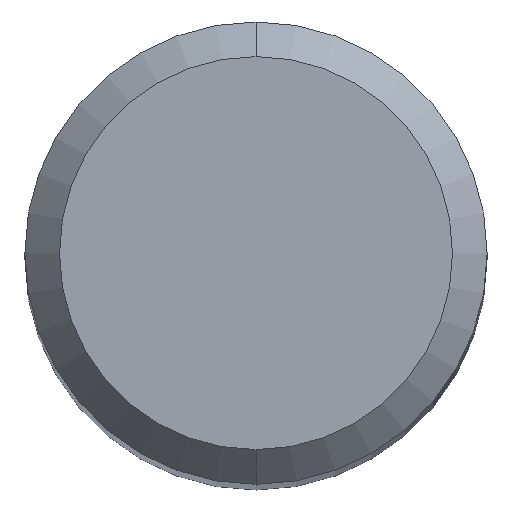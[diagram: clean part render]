
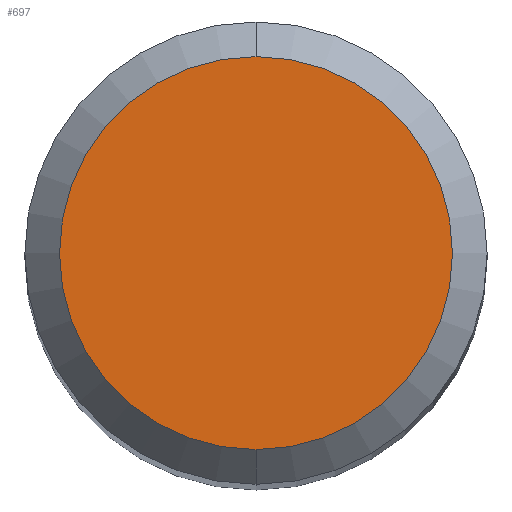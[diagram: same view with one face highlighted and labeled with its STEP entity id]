
A CAD part, top view. The second image highlights one B-rep face of the part: STEP entity #697.
In plain terms, the highlighted planar face has unit normal (0, 0, 1).
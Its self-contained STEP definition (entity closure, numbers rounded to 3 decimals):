
#497=VERTEX_POINT('',#1180);
#525=EDGE_CURVE('',#497,#891,#1211,.T.);
#697=ADVANCED_FACE('',(#1399),#1400,.T.);
#875=EDGE_CURVE('',#891,#497,#1590,.T.);
#891=VERTEX_POINT('',#1606);
#1180=CARTESIAN_POINT('',(0.,-1.7,0.0));
#1211=CIRCLE('',#2780,1.7);
#1399=FACE_OUTER_BOUND('',#3442,.T.);
#1400=PLANE('',#3443);
#1590=CIRCLE('',#4199,1.7);
#1606=CARTESIAN_POINT('',(0.0,1.7,0.0));
#2780=AXIS2_PLACEMENT_3D('',#4802,#4803,#4804);
#3442=EDGE_LOOP('',(#5037,#5038));
#3443=AXIS2_PLACEMENT_3D('',#5039,#5040,#5041);
#4199=AXIS2_PLACEMENT_3D('',#5218,#5219,#5220);
#4802=CARTESIAN_POINT('',(0.0,0.0,0.0));
#4803=DIRECTION('',(0.0,0.0,-1.0));
#4804=DIRECTION('',(0.0,1.0,0.0));
#5037=ORIENTED_EDGE('',*,*,#875,.F.);
#5038=ORIENTED_EDGE('',*,*,#525,.F.);
#5039=CARTESIAN_POINT('',(0.0,0.85,0.0));
#5040=DIRECTION('',(-0.0,0.0,1.0));
#5041=DIRECTION('',(0.0,-1.0,0.0));
#5218=CARTESIAN_POINT('',(0.0,0.0,0.0));
#5219=DIRECTION('',(0.0,0.0,-1.0));
#5220=DIRECTION('',(0.0,1.0,0.0));
